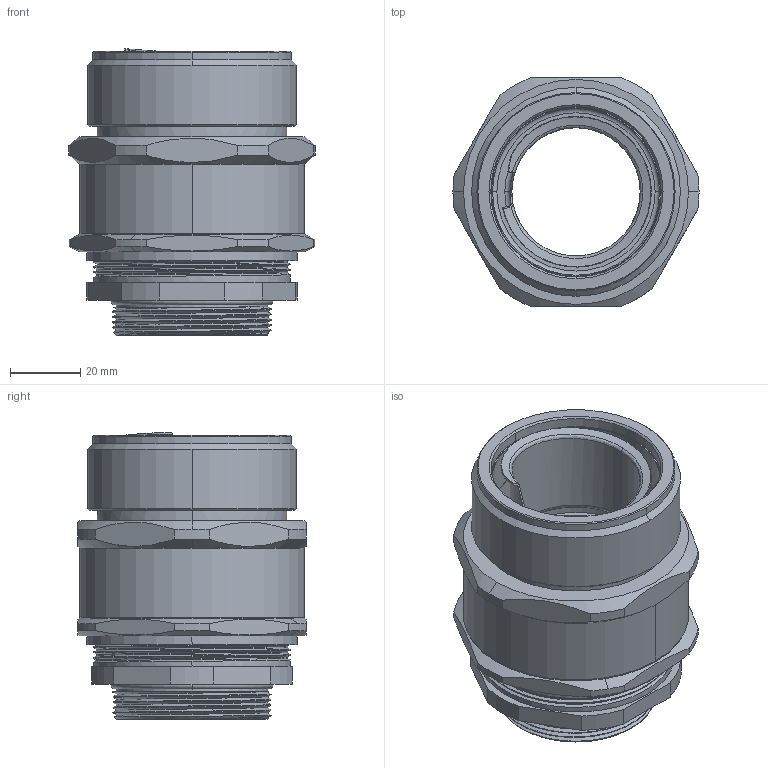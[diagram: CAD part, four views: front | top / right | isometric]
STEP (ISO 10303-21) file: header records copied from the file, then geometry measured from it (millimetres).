
FILE_DESCRIPTION((''),'2;1');
FILE_NAME('1-1','2017-09-04T',('ch.chen'),(''),'PRO/ENGINEER BY PARAMETRIC TECHNOLOGY CORPORATION, 2012480','PRO/ENGINEER BY PARAMETRIC TECHNOLOGY CORPORATION, 2012480','');
FILE_SCHEMA(('AUTOMOTIVE_DESIGN { 1 0 10303 214 1 1 1 1 }'));
Length unit declared in the file: millimetre
Products named in the file (1): 1-1
Bounding box: 70 x 65 x 81.48 mm (x, y, z)
Volume: 100299.6 mm3; surface area: 74048.9 mm2
Topology: 1 solids, 1 shells, 385 faces, 1011 edges, 648 vertices
Faces by surface type: cylinder 156, plane 104, bspline 51, cone 44, torus 26, sphere 4
Entity records: 32843 total; most frequent: CARTESIAN_POINT 23671, ORIENTED_EDGE 2022, DIRECTION 1734, EDGE_CURVE 1011, AXIS2_PLACEMENT_3D 683, VERTEX_POINT 648, EDGE_LOOP 427, FACE_OUTER_BOUND 385
